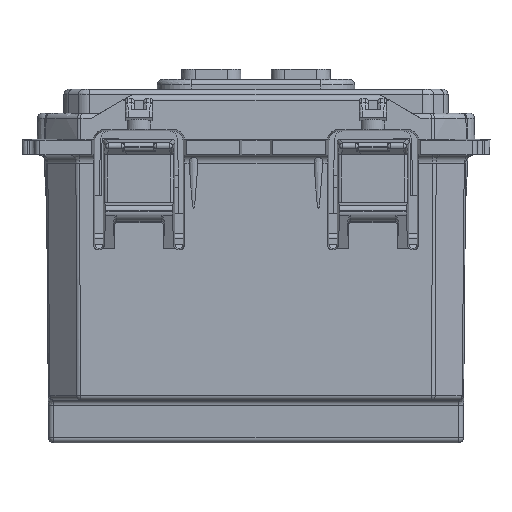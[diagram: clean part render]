
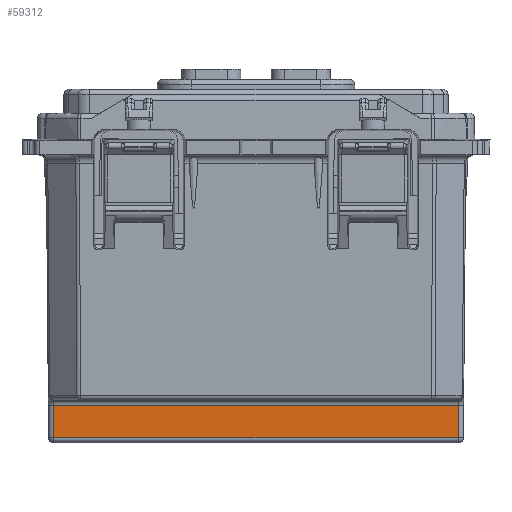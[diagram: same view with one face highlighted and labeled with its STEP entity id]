
A CAD part, front view. The second image highlights one B-rep face of the part: STEP entity #59312.
In plain terms, the highlighted planar face has unit normal (0, -0.999, -0.035).
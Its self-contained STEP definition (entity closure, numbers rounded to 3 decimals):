
#59299=AXIS2_PLACEMENT_3D('Plane Axis2P3D',#59296,#59297,#59298) ;
#51936=CARTESIAN_POINT('Vertex',(19.465,-7.122,-22.983)) ;
#51939=CARTESIAN_POINT('Line Origine',(19.561,-7.505,-12.02)) ;
#51943=CARTESIAN_POINT('Vertex',(19.438,-7.013,-26.117)) ;
#53178=CARTESIAN_POINT('Vertex',(-19.465,-7.122,-22.983)) ;
#53213=CARTESIAN_POINT('Line Origine',(-19.561,-7.505,-12.02)) ;
#53217=CARTESIAN_POINT('Vertex',(-19.438,-7.013,-26.117)) ;
#55347=CARTESIAN_POINT('Line Origine',(0.,-7.013,-26.117)) ;
#59296=CARTESIAN_POINT('Axis2P3D Location',(0.,-7.139,-22.5)) ;
#59301=CARTESIAN_POINT('Line Origine',(0.,-7.122,-22.983)) ;
#51940=DIRECTION('Vector Direction',(-0.009,0.035,-0.999)) ;
#53214=DIRECTION('Vector Direction',(0.009,0.035,-0.999)) ;
#55348=DIRECTION('Vector Direction',(-1.,0.,0.)) ;
#59297=DIRECTION('Axis2P3D Direction',(0.,0.999,0.035)) ;
#59298=DIRECTION('Axis2P3D XDirection',(0.,0.035,-0.999)) ;
#59302=DIRECTION('Vector Direction',(-1.,0.,0.)) ;
#51941=VECTOR('Line Direction',#51940,1.) ;
#53215=VECTOR('Line Direction',#53214,1.) ;
#55349=VECTOR('Line Direction',#55348,1.) ;
#59303=VECTOR('Line Direction',#59302,1.) ;
#59307=ORIENTED_EDGE('',*,*,#55351,.F.) ;
#59308=ORIENTED_EDGE('',*,*,#51945,.T.) ;
#59309=ORIENTED_EDGE('',*,*,#59305,.F.) ;
#59310=ORIENTED_EDGE('',*,*,#53219,.T.) ;
#59312=ADVANCED_FACE('CM0145.1\\A026321_A .1\\EG04414_A.1\\Corps principal',(#59311),#59300,.F.) ;
#51945=EDGE_CURVE('',#51944,#51937,#51942,.F.) ;
#53219=EDGE_CURVE('',#53179,#53218,#53216,.T.) ;
#55351=EDGE_CURVE('',#51944,#53218,#55350,.T.) ;
#59305=EDGE_CURVE('',#53179,#51937,#59304,.F.) ;
#59306=EDGE_LOOP('',(#59307,#59308,#59309,#59310)) ;
#59311=FACE_OUTER_BOUND('',#59306,.T.) ;
#51942=LINE('Line',#51939,#51941) ;
#53216=LINE('Line',#53213,#53215) ;
#55350=LINE('Line',#55347,#55349) ;
#59304=LINE('Line',#59301,#59303) ;
#59300=PLANE('',#59299) ;
#51937=VERTEX_POINT('',#51936) ;
#51944=VERTEX_POINT('',#51943) ;
#53179=VERTEX_POINT('',#53178) ;
#53218=VERTEX_POINT('',#53217) ;
